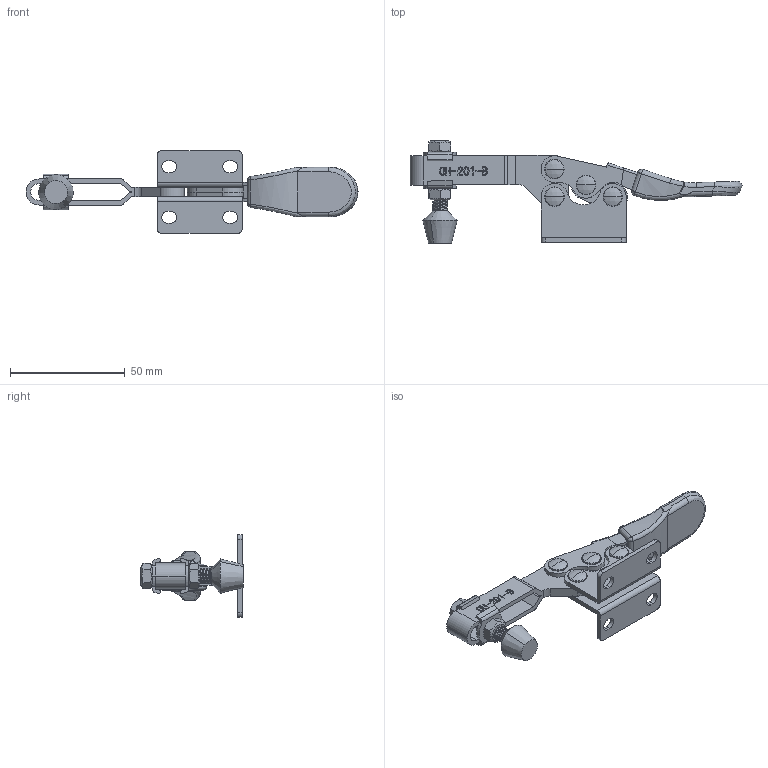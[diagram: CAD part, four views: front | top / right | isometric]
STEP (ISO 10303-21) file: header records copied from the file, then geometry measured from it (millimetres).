
FILE_DESCRIPTION (( 'STEP AP203' ), '1' );
FILE_NAME ('CH-201-B.STEP', '2017-11-11T02:00:13', ( 'Windows' ), ( 'Microsoft' ), 'SwSTEP 2.0', 'SolidWorks 2015', '' );
FILE_SCHEMA (( 'CONFIG_CONTROL_DESIGN' ));
Length unit declared in the file: millimetre
Products named in the file (11): 201-B; 201-B-04; 201-B-06; FW140; 14134-02; 201-B-01; 14134; 201-B-02; CH-201-B; 201-B-03; 201-B-05
Assembly tree (16 placements, depth 3):
  CH-201-B
    201-B-01
    201-B-02
    201-B
      201-B-03
      201-B-05
    201-B-04  x2
    201-B-06  x4
    FW140  x2
    14134-02  x2
    14134
Bounding box: 144.51 x 44.53 x 36 mm (x, y, z)
Volume: 21803.2 mm3; surface area: 24576.3 mm2
Topology: 16 solids, 18 shells, 790 faces, 2091 edges, 1362 vertices
Faces by surface type: plane 281, cylinder 229, bspline 203, torus 34, cone 33, sphere 10
Entity records: 32624 total; most frequent: CARTESIAN_POINT 16207, ORIENTED_EDGE 3588, DIRECTION 2429, EDGE_CURVE 1794, VERTEX_POINT 1180, LINE 935, VECTOR 935, AXIS2_PLACEMENT_3D 747
